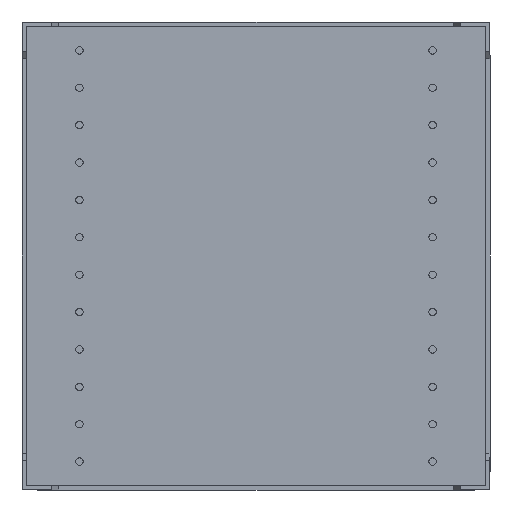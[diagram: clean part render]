
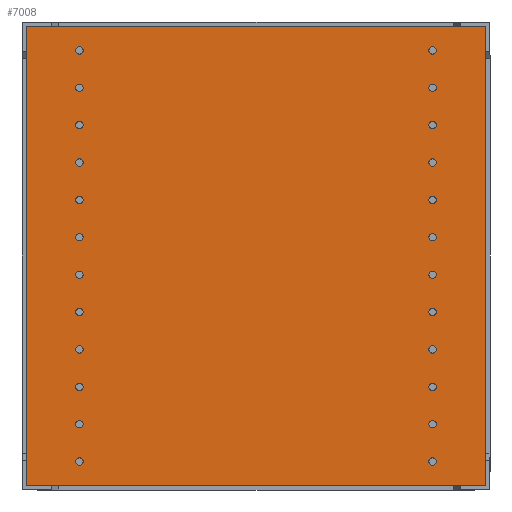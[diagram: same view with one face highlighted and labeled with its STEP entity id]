
A CAD part, front view. The second image highlights one B-rep face of the part: STEP entity #7008.
In plain terms, the highlighted planar face has unit normal (0, -1, 0).
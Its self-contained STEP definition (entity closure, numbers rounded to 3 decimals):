
#525=FACE_BOUND('',#2152,.T.);
#526=FACE_BOUND('',#2153,.T.);
#527=FACE_BOUND('',#2154,.T.);
#528=FACE_BOUND('',#2155,.T.);
#529=FACE_BOUND('',#2156,.T.);
#530=FACE_BOUND('',#2157,.T.);
#531=FACE_BOUND('',#2158,.T.);
#532=FACE_BOUND('',#2159,.T.);
#533=FACE_BOUND('',#2160,.T.);
#534=FACE_BOUND('',#2161,.T.);
#535=FACE_BOUND('',#2162,.T.);
#536=FACE_BOUND('',#2163,.T.);
#537=FACE_BOUND('',#2164,.T.);
#538=FACE_BOUND('',#2165,.T.);
#539=FACE_BOUND('',#2166,.T.);
#540=FACE_BOUND('',#2167,.T.);
#541=FACE_BOUND('',#2168,.T.);
#542=FACE_BOUND('',#2169,.T.);
#543=FACE_BOUND('',#2170,.T.);
#544=FACE_BOUND('',#2171,.T.);
#545=FACE_BOUND('',#2172,.T.);
#546=FACE_BOUND('',#2173,.T.);
#547=FACE_BOUND('',#2174,.T.);
#548=FACE_BOUND('',#2175,.T.);
#754=LINE('',#9850,#1231);
#755=LINE('',#9852,#1232);
#756=LINE('',#9854,#1233);
#757=LINE('',#9855,#1234);
#1231=VECTOR('',#8107,31.2);
#1232=VECTOR('',#8108,31.2);
#1233=VECTOR('',#8109,31.2);
#1234=VECTOR('',#8110,31.2);
#1709=FACE_OUTER_BOUND('',#2151,.T.);
#2151=EDGE_LOOP('',(#4811,#4812,#4813,#4814));
#2152=EDGE_LOOP('',(#4815));
#2153=EDGE_LOOP('',(#4816));
#2154=EDGE_LOOP('',(#4817));
#2155=EDGE_LOOP('',(#4818));
#2156=EDGE_LOOP('',(#4819));
#2157=EDGE_LOOP('',(#4820));
#2158=EDGE_LOOP('',(#4821));
#2159=EDGE_LOOP('',(#4822));
#2160=EDGE_LOOP('',(#4823));
#2161=EDGE_LOOP('',(#4824));
#2162=EDGE_LOOP('',(#4825));
#2163=EDGE_LOOP('',(#4826));
#2164=EDGE_LOOP('',(#4827));
#2165=EDGE_LOOP('',(#4828));
#2166=EDGE_LOOP('',(#4829));
#2167=EDGE_LOOP('',(#4830));
#2168=EDGE_LOOP('',(#4831));
#2169=EDGE_LOOP('',(#4832));
#2170=EDGE_LOOP('',(#4833));
#2171=EDGE_LOOP('',(#4834));
#2172=EDGE_LOOP('',(#4835));
#2173=EDGE_LOOP('',(#4836));
#2174=EDGE_LOOP('',(#4837));
#2175=EDGE_LOOP('',(#4838));
#2822=CIRCLE('',#7468,0.25);
#2823=CIRCLE('',#7469,0.25);
#2824=CIRCLE('',#7470,0.25);
#2825=CIRCLE('',#7471,0.25);
#2826=CIRCLE('',#7472,0.25);
#2827=CIRCLE('',#7473,0.25);
#2828=CIRCLE('',#7474,0.25);
#2829=CIRCLE('',#7475,0.25);
#2830=CIRCLE('',#7476,0.25);
#2831=CIRCLE('',#7477,0.25);
#2832=CIRCLE('',#7478,0.25);
#2833=CIRCLE('',#7479,0.25);
#2834=CIRCLE('',#7480,0.25);
#2835=CIRCLE('',#7481,0.25);
#2836=CIRCLE('',#7482,0.25);
#2837=CIRCLE('',#7483,0.25);
#2838=CIRCLE('',#7484,0.25);
#2839=CIRCLE('',#7485,0.25);
#2840=CIRCLE('',#7486,0.25);
#2841=CIRCLE('',#7487,0.25);
#2842=CIRCLE('',#7488,0.25);
#2843=CIRCLE('',#7489,0.25);
#2844=CIRCLE('',#7490,0.25);
#2845=CIRCLE('',#7491,0.25);
#3126=VERTEX_POINT('',#9848);
#3127=VERTEX_POINT('',#9849);
#3128=VERTEX_POINT('',#9851);
#3129=VERTEX_POINT('',#9853);
#3130=VERTEX_POINT('',#9856);
#3131=VERTEX_POINT('',#9858);
#3132=VERTEX_POINT('',#9860);
#3133=VERTEX_POINT('',#9862);
#3134=VERTEX_POINT('',#9864);
#3135=VERTEX_POINT('',#9866);
#3136=VERTEX_POINT('',#9868);
#3137=VERTEX_POINT('',#9870);
#3138=VERTEX_POINT('',#9872);
#3139=VERTEX_POINT('',#9874);
#3140=VERTEX_POINT('',#9876);
#3141=VERTEX_POINT('',#9878);
#3142=VERTEX_POINT('',#9880);
#3143=VERTEX_POINT('',#9882);
#3144=VERTEX_POINT('',#9884);
#3145=VERTEX_POINT('',#9886);
#3146=VERTEX_POINT('',#9888);
#3147=VERTEX_POINT('',#9890);
#3148=VERTEX_POINT('',#9892);
#3149=VERTEX_POINT('',#9894);
#3150=VERTEX_POINT('',#9896);
#3151=VERTEX_POINT('',#9898);
#3152=VERTEX_POINT('',#9900);
#3153=VERTEX_POINT('',#9902);
#3800=EDGE_CURVE('',#3126,#3127,#754,.T.);
#3801=EDGE_CURVE('',#3127,#3128,#755,.T.);
#3802=EDGE_CURVE('',#3128,#3129,#756,.T.);
#3803=EDGE_CURVE('',#3129,#3126,#757,.T.);
#3804=EDGE_CURVE('',#3130,#3130,#2822,.T.);
#3805=EDGE_CURVE('',#3131,#3131,#2823,.T.);
#3806=EDGE_CURVE('',#3132,#3132,#2824,.T.);
#3807=EDGE_CURVE('',#3133,#3133,#2825,.T.);
#3808=EDGE_CURVE('',#3134,#3134,#2826,.T.);
#3809=EDGE_CURVE('',#3135,#3135,#2827,.T.);
#3810=EDGE_CURVE('',#3136,#3136,#2828,.T.);
#3811=EDGE_CURVE('',#3137,#3137,#2829,.T.);
#3812=EDGE_CURVE('',#3138,#3138,#2830,.T.);
#3813=EDGE_CURVE('',#3139,#3139,#2831,.T.);
#3814=EDGE_CURVE('',#3140,#3140,#2832,.T.);
#3815=EDGE_CURVE('',#3141,#3141,#2833,.T.);
#3816=EDGE_CURVE('',#3142,#3142,#2834,.T.);
#3817=EDGE_CURVE('',#3143,#3143,#2835,.T.);
#3818=EDGE_CURVE('',#3144,#3144,#2836,.T.);
#3819=EDGE_CURVE('',#3145,#3145,#2837,.T.);
#3820=EDGE_CURVE('',#3146,#3146,#2838,.T.);
#3821=EDGE_CURVE('',#3147,#3147,#2839,.T.);
#3822=EDGE_CURVE('',#3148,#3148,#2840,.T.);
#3823=EDGE_CURVE('',#3149,#3149,#2841,.T.);
#3824=EDGE_CURVE('',#3150,#3150,#2842,.T.);
#3825=EDGE_CURVE('',#3151,#3151,#2843,.T.);
#3826=EDGE_CURVE('',#3152,#3152,#2844,.T.);
#3827=EDGE_CURVE('',#3153,#3153,#2845,.T.);
#4811=ORIENTED_EDGE('',*,*,#3800,.T.);
#4812=ORIENTED_EDGE('',*,*,#3801,.T.);
#4813=ORIENTED_EDGE('',*,*,#3802,.T.);
#4814=ORIENTED_EDGE('',*,*,#3803,.T.);
#4815=ORIENTED_EDGE('',*,*,#3804,.F.);
#4816=ORIENTED_EDGE('',*,*,#3805,.F.);
#4817=ORIENTED_EDGE('',*,*,#3806,.F.);
#4818=ORIENTED_EDGE('',*,*,#3807,.F.);
#4819=ORIENTED_EDGE('',*,*,#3808,.F.);
#4820=ORIENTED_EDGE('',*,*,#3809,.F.);
#4821=ORIENTED_EDGE('',*,*,#3810,.F.);
#4822=ORIENTED_EDGE('',*,*,#3811,.F.);
#4823=ORIENTED_EDGE('',*,*,#3812,.F.);
#4824=ORIENTED_EDGE('',*,*,#3813,.F.);
#4825=ORIENTED_EDGE('',*,*,#3814,.F.);
#4826=ORIENTED_EDGE('',*,*,#3815,.F.);
#4827=ORIENTED_EDGE('',*,*,#3816,.F.);
#4828=ORIENTED_EDGE('',*,*,#3817,.F.);
#4829=ORIENTED_EDGE('',*,*,#3818,.F.);
#4830=ORIENTED_EDGE('',*,*,#3819,.T.);
#4831=ORIENTED_EDGE('',*,*,#3820,.T.);
#4832=ORIENTED_EDGE('',*,*,#3821,.T.);
#4833=ORIENTED_EDGE('',*,*,#3822,.T.);
#4834=ORIENTED_EDGE('',*,*,#3823,.T.);
#4835=ORIENTED_EDGE('',*,*,#3824,.T.);
#4836=ORIENTED_EDGE('',*,*,#3825,.T.);
#4837=ORIENTED_EDGE('',*,*,#3826,.T.);
#4838=ORIENTED_EDGE('',*,*,#3827,.F.);
#6833=PLANE('',#7467);
#7008=ADVANCED_FACE('',(#1709,#525,#526,#527,#528,#529,#530,#531,#532,#533,
#534,#535,#536,#537,#538,#539,#540,#541,#542,#543,#544,#545,#546,#547,#548),
#6833,.T.);
#7467=AXIS2_PLACEMENT_3D('',#9847,#8105,#8106);
#7468=AXIS2_PLACEMENT_3D('',#9857,#8111,#8112);
#7469=AXIS2_PLACEMENT_3D('',#9859,#8113,#8114);
#7470=AXIS2_PLACEMENT_3D('',#9861,#8115,#8116);
#7471=AXIS2_PLACEMENT_3D('',#9863,#8117,#8118);
#7472=AXIS2_PLACEMENT_3D('',#9865,#8119,#8120);
#7473=AXIS2_PLACEMENT_3D('',#9867,#8121,#8122);
#7474=AXIS2_PLACEMENT_3D('',#9869,#8123,#8124);
#7475=AXIS2_PLACEMENT_3D('',#9871,#8125,#8126);
#7476=AXIS2_PLACEMENT_3D('',#9873,#8127,#8128);
#7477=AXIS2_PLACEMENT_3D('',#9875,#8129,#8130);
#7478=AXIS2_PLACEMENT_3D('',#9877,#8131,#8132);
#7479=AXIS2_PLACEMENT_3D('',#9879,#8133,#8134);
#7480=AXIS2_PLACEMENT_3D('',#9881,#8135,#8136);
#7481=AXIS2_PLACEMENT_3D('',#9883,#8137,#8138);
#7482=AXIS2_PLACEMENT_3D('',#9885,#8139,#8140);
#7483=AXIS2_PLACEMENT_3D('',#9887,#8141,#8142);
#7484=AXIS2_PLACEMENT_3D('',#9889,#8143,#8144);
#7485=AXIS2_PLACEMENT_3D('',#9891,#8145,#8146);
#7486=AXIS2_PLACEMENT_3D('',#9893,#8147,#8148);
#7487=AXIS2_PLACEMENT_3D('',#9895,#8149,#8150);
#7488=AXIS2_PLACEMENT_3D('',#9897,#8151,#8152);
#7489=AXIS2_PLACEMENT_3D('',#9899,#8153,#8154);
#7490=AXIS2_PLACEMENT_3D('',#9901,#8155,#8156);
#7491=AXIS2_PLACEMENT_3D('',#9903,#8157,#8158);
#8105=DIRECTION('center_axis',(0.,-1.,0.));
#8106=DIRECTION('ref_axis',(0.,0.,-1.));
#8107=DIRECTION('',(0.,0.,-1.));
#8108=DIRECTION('',(1.,0.,0.));
#8109=DIRECTION('',(0.,0.,1.));
#8110=DIRECTION('',(-1.,0.,0.));
#8111=DIRECTION('center_axis',(0.,-1.,0.));
#8112=DIRECTION('ref_axis',(0.,0.,-1.));
#8113=DIRECTION('center_axis',(0.,-1.,0.));
#8114=DIRECTION('ref_axis',(0.,0.,-1.));
#8115=DIRECTION('center_axis',(0.,-1.,0.));
#8116=DIRECTION('ref_axis',(0.,0.,-1.));
#8117=DIRECTION('center_axis',(0.,-1.,0.));
#8118=DIRECTION('ref_axis',(0.,0.,-1.));
#8119=DIRECTION('center_axis',(0.,-1.,0.));
#8120=DIRECTION('ref_axis',(0.,0.,-1.));
#8121=DIRECTION('center_axis',(0.,-1.,0.));
#8122=DIRECTION('ref_axis',(0.,0.,-1.));
#8123=DIRECTION('center_axis',(0.,-1.,0.));
#8124=DIRECTION('ref_axis',(0.,0.,-1.));
#8125=DIRECTION('center_axis',(0.,-1.,0.));
#8126=DIRECTION('ref_axis',(0.,0.,-1.));
#8127=DIRECTION('center_axis',(0.,-1.,0.));
#8128=DIRECTION('ref_axis',(0.,0.,-1.));
#8129=DIRECTION('center_axis',(0.,-1.,0.));
#8130=DIRECTION('ref_axis',(0.,0.,-1.));
#8131=DIRECTION('center_axis',(0.,-1.,0.));
#8132=DIRECTION('ref_axis',(0.,0.,-1.));
#8133=DIRECTION('center_axis',(0.,-1.,0.));
#8134=DIRECTION('ref_axis',(0.,0.,-1.));
#8135=DIRECTION('center_axis',(0.,-1.,0.));
#8136=DIRECTION('ref_axis',(0.,0.,-1.));
#8137=DIRECTION('center_axis',(0.,-1.,0.));
#8138=DIRECTION('ref_axis',(0.,0.,-1.));
#8139=DIRECTION('center_axis',(0.,-1.,0.));
#8140=DIRECTION('ref_axis',(0.,0.,-1.));
#8141=DIRECTION('center_axis',(0.,1.,0.));
#8142=DIRECTION('ref_axis',(0.,0.,1.));
#8143=DIRECTION('center_axis',(0.,1.,0.));
#8144=DIRECTION('ref_axis',(0.,0.,1.));
#8145=DIRECTION('center_axis',(0.,1.,0.));
#8146=DIRECTION('ref_axis',(0.,0.,1.));
#8147=DIRECTION('center_axis',(0.,1.,0.));
#8148=DIRECTION('ref_axis',(0.,0.,1.));
#8149=DIRECTION('center_axis',(0.,1.,0.));
#8150=DIRECTION('ref_axis',(0.,0.,1.));
#8151=DIRECTION('center_axis',(0.,1.,0.));
#8152=DIRECTION('ref_axis',(0.,0.,1.));
#8153=DIRECTION('center_axis',(0.,1.,0.));
#8154=DIRECTION('ref_axis',(0.,0.,1.));
#8155=DIRECTION('center_axis',(0.,1.,0.));
#8156=DIRECTION('ref_axis',(0.,0.,1.));
#8157=DIRECTION('center_axis',(0.,-1.,0.));
#8158=DIRECTION('ref_axis',(0.,0.,-1.));
#9847=CARTESIAN_POINT('Origin',(0.,-4.2,0.));
#9848=CARTESIAN_POINT('',(0.3,-4.2,-0.3));
#9849=CARTESIAN_POINT('',(0.3,-4.2,-31.5));
#9850=CARTESIAN_POINT('',(0.3,-4.2,-0.3));
#9851=CARTESIAN_POINT('',(31.5,-4.2,-31.5));
#9852=CARTESIAN_POINT('',(0.3,-4.2,-31.5));
#9853=CARTESIAN_POINT('',(31.5,-4.2,-0.3));
#9854=CARTESIAN_POINT('',(31.5,-4.2,-31.5));
#9855=CARTESIAN_POINT('',(31.5,-4.2,-0.3));
#9856=CARTESIAN_POINT('',(27.9,-4.2,-19.46));
#9857=CARTESIAN_POINT('Origin',(27.9,-4.2,-19.71));
#9858=CARTESIAN_POINT('',(3.9,-4.2,-11.84));
#9859=CARTESIAN_POINT('Origin',(3.9,-4.2,-12.09));
#9860=CARTESIAN_POINT('',(3.9,-4.2,-14.38));
#9861=CARTESIAN_POINT('Origin',(3.9,-4.2,-14.63));
#9862=CARTESIAN_POINT('',(27.9,-4.2,-14.38));
#9863=CARTESIAN_POINT('Origin',(27.9,-4.2,-14.63));
#9864=CARTESIAN_POINT('',(27.9,-4.2,-22.));
#9865=CARTESIAN_POINT('Origin',(27.9,-4.2,-22.25));
#9866=CARTESIAN_POINT('',(27.9,-4.2,-24.54));
#9867=CARTESIAN_POINT('Origin',(27.9,-4.2,-24.79));
#9868=CARTESIAN_POINT('',(3.9,-4.2,-9.3));
#9869=CARTESIAN_POINT('Origin',(3.9,-4.2,-9.55));
#9870=CARTESIAN_POINT('',(3.9,-4.2,-6.76));
#9871=CARTESIAN_POINT('Origin',(3.9,-4.2,-7.01));
#9872=CARTESIAN_POINT('',(27.9,-4.2,-6.76));
#9873=CARTESIAN_POINT('Origin',(27.9,-4.2,-7.01));
#9874=CARTESIAN_POINT('',(27.9,-4.2,-11.84));
#9875=CARTESIAN_POINT('Origin',(27.9,-4.2,-12.09));
#9876=CARTESIAN_POINT('',(3.9,-4.2,-22.));
#9877=CARTESIAN_POINT('Origin',(3.9,-4.2,-22.25));
#9878=CARTESIAN_POINT('',(27.9,-4.2,-16.92));
#9879=CARTESIAN_POINT('Origin',(27.9,-4.2,-17.17));
#9880=CARTESIAN_POINT('',(27.9,-4.2,-9.3));
#9881=CARTESIAN_POINT('Origin',(27.9,-4.2,-9.55));
#9882=CARTESIAN_POINT('',(3.9,-4.2,-16.92));
#9883=CARTESIAN_POINT('Origin',(3.9,-4.2,-17.17));
#9884=CARTESIAN_POINT('',(3.9,-4.2,-24.54));
#9885=CARTESIAN_POINT('Origin',(3.9,-4.2,-24.79));
#9886=CARTESIAN_POINT('',(27.9,-4.2,-27.08));
#9887=CARTESIAN_POINT('Origin',(27.9,-4.2,-27.33));
#9888=CARTESIAN_POINT('',(27.9,-4.2,-29.62));
#9889=CARTESIAN_POINT('Origin',(27.9,-4.2,-29.87));
#9890=CARTESIAN_POINT('',(3.9,-4.2,-4.22));
#9891=CARTESIAN_POINT('Origin',(3.9,-4.2,-4.47));
#9892=CARTESIAN_POINT('',(3.9,-4.2,-1.68));
#9893=CARTESIAN_POINT('Origin',(3.9,-4.2,-1.93));
#9894=CARTESIAN_POINT('',(3.9,-4.2,-27.08));
#9895=CARTESIAN_POINT('Origin',(3.9,-4.2,-27.33));
#9896=CARTESIAN_POINT('',(3.9,-4.2,-29.62));
#9897=CARTESIAN_POINT('Origin',(3.9,-4.2,-29.87));
#9898=CARTESIAN_POINT('',(27.9,-4.2,-4.22));
#9899=CARTESIAN_POINT('Origin',(27.9,-4.2,-4.47));
#9900=CARTESIAN_POINT('',(27.9,-4.2,-1.68));
#9901=CARTESIAN_POINT('Origin',(27.9,-4.2,-1.93));
#9902=CARTESIAN_POINT('',(3.9,-4.2,-19.96));
#9903=CARTESIAN_POINT('Origin',(3.9,-4.2,-19.71));
